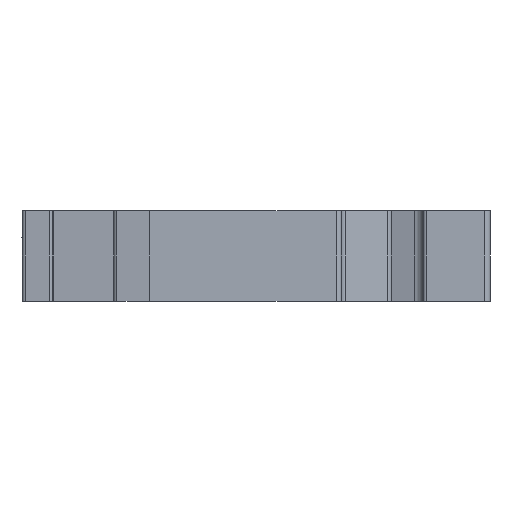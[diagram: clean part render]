
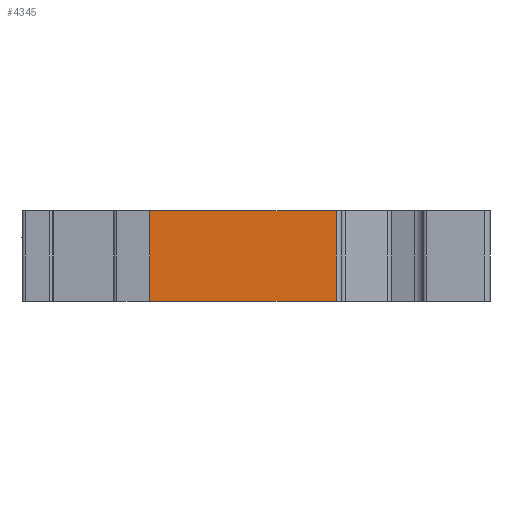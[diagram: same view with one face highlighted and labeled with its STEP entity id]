
A CAD part, left-side view. The second image highlights one B-rep face of the part: STEP entity #4345.
In plain terms, the highlighted planar face has unit normal (-1, 0, 0).
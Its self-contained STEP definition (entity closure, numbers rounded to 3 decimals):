
#570=DIRECTION('',(0.,1.,0.));
#571=VECTOR('',#570,16.757);
#572=CARTESIAN_POINT('',(-28.85,7.8,4.));
#573=LINE('',#572,#571);
#853=DIRECTION('',(0.,0.,1.));
#854=VECTOR('',#853,8.1);
#855=CARTESIAN_POINT('',(-28.85,7.8,-4.1));
#856=LINE('',#855,#854);
#857=DIRECTION('',(0.,0.,1.));
#858=VECTOR('',#857,8.1);
#859=CARTESIAN_POINT('',(-28.85,24.557,-4.1));
#860=LINE('',#859,#858);
#1251=DIRECTION('',(0.,1.,0.));
#1252=VECTOR('',#1251,16.757);
#1253=CARTESIAN_POINT('',(-28.85,7.8,-4.1));
#1254=LINE('',#1253,#1252);
#3032=CARTESIAN_POINT('',(-28.85,7.8,4.));
#3034=VERTEX_POINT('',#3032);
#3038=CARTESIAN_POINT('',(-28.85,7.8,-4.1));
#3039=VERTEX_POINT('',#3038);
#3108=CARTESIAN_POINT('',(-28.85,24.557,4.));
#3109=VERTEX_POINT('',#3108);
#3110=CARTESIAN_POINT('',(-28.85,24.557,-4.1));
#3111=VERTEX_POINT('',#3110);
#4332=CARTESIAN_POINT('',(-28.85,-6.,4.));
#4333=DIRECTION('',(1.,0.,0.));
#4334=DIRECTION('',(0.,1.,0.));
#4335=AXIS2_PLACEMENT_3D('',#4332,#4333,#4334);
#4336=PLANE('',#4335);
#4338=ORIENTED_EDGE('',*,*,#4337,.F.);
#4340=ORIENTED_EDGE('',*,*,#4339,.T.);
#4341=ORIENTED_EDGE('',*,*,#4325,.T.);
#4342=ORIENTED_EDGE('',*,*,#4070,.F.);
#4343=EDGE_LOOP('',(#4338,#4340,#4341,#4342));
#4344=FACE_OUTER_BOUND('',#4343,.F.);
#4345=ADVANCED_FACE('',(#4344),#4336,.F.);
#4070=EDGE_CURVE('',#3034,#3109,#573,.T.);
#4325=EDGE_CURVE('',#3111,#3109,#860,.T.);
#4337=EDGE_CURVE('',#3039,#3034,#856,.T.);
#4339=EDGE_CURVE('',#3039,#3111,#1254,.T.);
